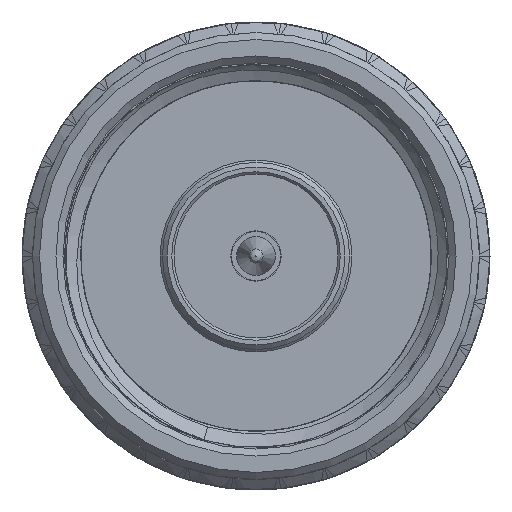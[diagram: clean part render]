
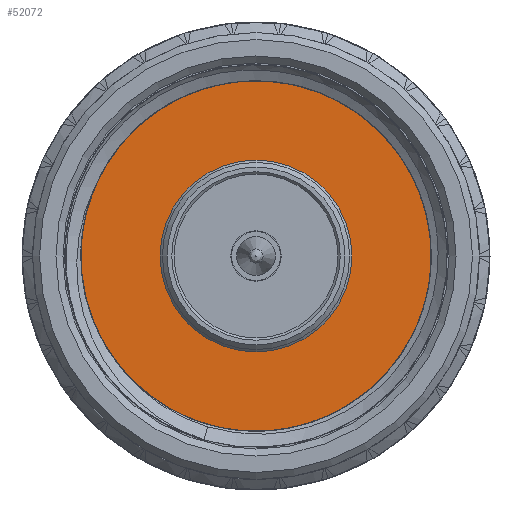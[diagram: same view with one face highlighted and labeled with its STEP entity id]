
A CAD part, front view. The second image highlights one B-rep face of the part: STEP entity #52072.
In plain terms, the highlighted planar face has unit normal (0, -1, 0).
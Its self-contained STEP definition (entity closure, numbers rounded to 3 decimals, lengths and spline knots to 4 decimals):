
#26983=ORIENTED_EDGE('',*,*,#34972,.F.);
#26984=ORIENTED_EDGE('',*,*,#34974,.T.);
#34972=EDGE_CURVE('',#39126,#39126,#39646,.T.);
#34974=EDGE_CURVE('',#39128,#39128,#39648,.T.);
#39126=VERTEX_POINT('',#169520);
#39128=VERTEX_POINT('',#169525);
#39646=CIRCLE('',#53869,4.1);
#39648=CIRCLE('',#53872,8.25);
#43702=EDGE_LOOP('',(#26983));
#43703=EDGE_LOOP('',(#26984));
#47819=FACE_BOUND('',#43702,.T.);
#47820=FACE_BOUND('',#43703,.T.);
#48175=PLANE('',#53874);
#52072=ADVANCED_FACE('',(#47819,#47820),#48175,.T.);
#53869=AXIS2_PLACEMENT_3D('',#169519,#57432,#57433);
#53872=AXIS2_PLACEMENT_3D('',#169524,#57438,#57439);
#53874=AXIS2_PLACEMENT_3D('',#169528,#57442,#57443);
#57432=DIRECTION('',(0.,-1.,0.));
#57433=DIRECTION('',(-1.,0.,0.));
#57438=DIRECTION('',(0.,-1.,0.));
#57439=DIRECTION('',(-1.,0.,0.));
#57442=DIRECTION('',(0.,-1.,0.));
#57443=DIRECTION('',(0.,0.,1.));
#169519=CARTESIAN_POINT('',(0.,-148.7229,0.));
#169520=CARTESIAN_POINT('',(-4.1,-148.7229,0.));
#169524=CARTESIAN_POINT('',(0.,-148.7229,0.));
#169525=CARTESIAN_POINT('',(-8.25,-148.7229,0.));
#169528=CARTESIAN_POINT('',(0.,-148.7229,0.));
